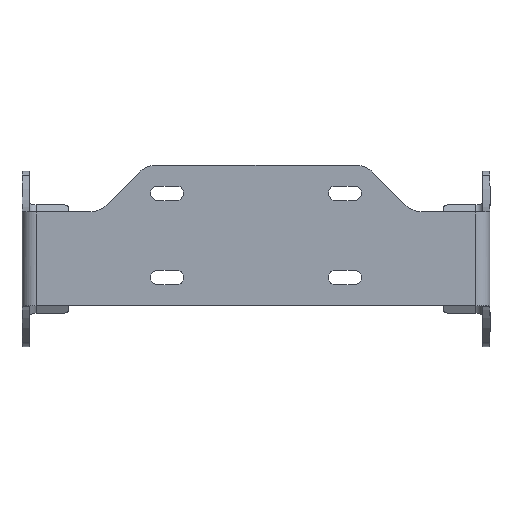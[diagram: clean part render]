
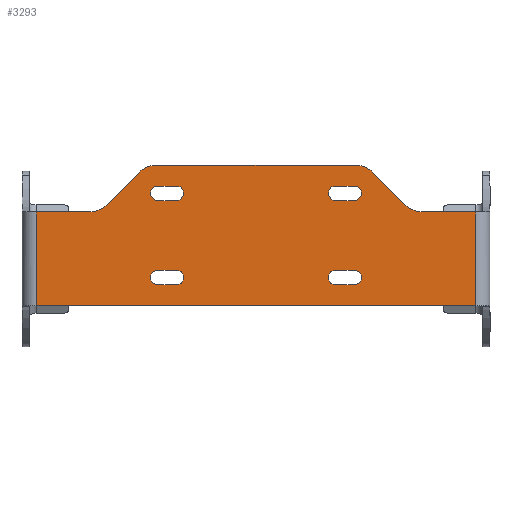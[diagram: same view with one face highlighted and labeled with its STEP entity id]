
A CAD part, top view. The second image highlights one B-rep face of the part: STEP entity #3293.
In plain terms, the highlighted planar face has unit normal (0, 0, 1).
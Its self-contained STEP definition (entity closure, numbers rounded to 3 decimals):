
#33=FACE_BOUND('',#566,.T.);
#34=FACE_BOUND('',#567,.T.);
#35=FACE_BOUND('',#568,.T.);
#36=FACE_BOUND('',#569,.T.);
#115=CIRCLE('',#3545,3.1);
#116=CIRCLE('',#3548,3.1);
#117=CIRCLE('',#3551,3.1);
#118=CIRCLE('',#3554,3.1);
#119=CIRCLE('',#3557,3.1);
#120=CIRCLE('',#3560,3.1);
#121=CIRCLE('',#3563,3.1);
#122=CIRCLE('',#3566,3.1);
#123=CIRCLE('',#3569,10.);
#124=CIRCLE('',#3572,10.);
#125=CIRCLE('',#3574,10.);
#126=CIRCLE('',#3575,10.);
#377=FACE_OUTER_BOUND('',#565,.T.);
#565=EDGE_LOOP('',(#2641,#2642,#2643,#2644,#2645,#2646,#2647,#2648,#2649,
#2650,#2651,#2652));
#566=EDGE_LOOP('',(#2653,#2654,#2655,#2656));
#567=EDGE_LOOP('',(#2657,#2658,#2659,#2660));
#568=EDGE_LOOP('',(#2661,#2662,#2663,#2664));
#569=EDGE_LOOP('',(#2665,#2666,#2667,#2668));
#717=LINE('',#4959,#1045);
#808=LINE('',#5281,#1136);
#811=LINE('',#5286,#1139);
#813=LINE('',#5291,#1141);
#818=LINE('',#5302,#1146);
#820=LINE('',#5308,#1148);
#824=LINE('',#5318,#1152);
#826=LINE('',#5324,#1154);
#830=LINE('',#5334,#1158);
#832=LINE('',#5340,#1160);
#836=LINE('',#5350,#1164);
#838=LINE('',#5356,#1166);
#841=LINE('',#5364,#1169);
#843=LINE('',#5371,#1171);
#844=LINE('',#5376,#1172);
#845=LINE('',#5377,#1173);
#1045=VECTOR('',#3895,10.);
#1136=VECTOR('',#4186,10.);
#1139=VECTOR('',#4191,10.);
#1141=VECTOR('',#4195,10.);
#1146=VECTOR('',#4206,10.);
#1148=VECTOR('',#4214,10.);
#1152=VECTOR('',#4224,10.);
#1154=VECTOR('',#4232,10.);
#1158=VECTOR('',#4242,10.);
#1160=VECTOR('',#4250,10.);
#1164=VECTOR('',#4260,10.);
#1166=VECTOR('',#4268,10.);
#1169=VECTOR('',#4277,10.);
#1171=VECTOR('',#4285,10.);
#1172=VECTOR('',#4290,10.);
#1173=VECTOR('',#4291,10.);
#1393=VERTEX_POINT('',#4947);
#1394=VERTEX_POINT('',#4958);
#1467=VERTEX_POINT('',#5280);
#1468=VERTEX_POINT('',#5284);
#1469=VERTEX_POINT('',#5288);
#1470=VERTEX_POINT('',#5290);
#1471=VERTEX_POINT('',#5294);
#1472=VERTEX_POINT('',#5296);
#1473=VERTEX_POINT('',#5300);
#1474=VERTEX_POINT('',#5304);
#1475=VERTEX_POINT('',#5310);
#1476=VERTEX_POINT('',#5312);
#1477=VERTEX_POINT('',#5316);
#1478=VERTEX_POINT('',#5320);
#1479=VERTEX_POINT('',#5326);
#1480=VERTEX_POINT('',#5328);
#1481=VERTEX_POINT('',#5332);
#1482=VERTEX_POINT('',#5336);
#1483=VERTEX_POINT('',#5342);
#1484=VERTEX_POINT('',#5344);
#1485=VERTEX_POINT('',#5348);
#1486=VERTEX_POINT('',#5352);
#1487=VERTEX_POINT('',#5358);
#1488=VERTEX_POINT('',#5362);
#1489=VERTEX_POINT('',#5366);
#1490=VERTEX_POINT('',#5370);
#1491=VERTEX_POINT('',#5373);
#1492=VERTEX_POINT('',#5375);
#1721=EDGE_CURVE('',#1394,#1393,#717,.T.);
#1856=EDGE_CURVE('',#1467,#1394,#808,.T.);
#1859=EDGE_CURVE('',#1393,#1468,#811,.T.);
#1861=EDGE_CURVE('',#1470,#1469,#813,.T.);
#1864=EDGE_CURVE('',#1472,#1471,#115,.T.);
#1867=EDGE_CURVE('',#1471,#1473,#818,.T.);
#1869=EDGE_CURVE('',#1473,#1474,#116,.T.);
#1870=EDGE_CURVE('',#1474,#1472,#820,.T.);
#1872=EDGE_CURVE('',#1476,#1475,#117,.T.);
#1875=EDGE_CURVE('',#1475,#1477,#824,.T.);
#1877=EDGE_CURVE('',#1477,#1478,#118,.T.);
#1878=EDGE_CURVE('',#1478,#1476,#826,.T.);
#1880=EDGE_CURVE('',#1480,#1479,#119,.T.);
#1883=EDGE_CURVE('',#1479,#1481,#830,.T.);
#1885=EDGE_CURVE('',#1481,#1482,#120,.T.);
#1886=EDGE_CURVE('',#1482,#1480,#832,.T.);
#1888=EDGE_CURVE('',#1484,#1483,#121,.T.);
#1891=EDGE_CURVE('',#1483,#1485,#836,.T.);
#1893=EDGE_CURVE('',#1485,#1486,#122,.T.);
#1894=EDGE_CURVE('',#1486,#1484,#838,.T.);
#1896=EDGE_CURVE('',#1487,#1468,#123,.T.);
#1898=EDGE_CURVE('',#1487,#1488,#841,.T.);
#1899=EDGE_CURVE('',#1489,#1488,#124,.T.);
#1901=EDGE_CURVE('',#1489,#1490,#843,.T.);
#1902=EDGE_CURVE('',#1470,#1490,#125,.T.);
#1903=EDGE_CURVE('',#1491,#1469,#126,.T.);
#1904=EDGE_CURVE('',#1491,#1492,#844,.T.);
#1905=EDGE_CURVE('',#1492,#1467,#845,.T.);
#2641=ORIENTED_EDGE('',*,*,#1721,.T.);
#2642=ORIENTED_EDGE('',*,*,#1859,.T.);
#2643=ORIENTED_EDGE('',*,*,#1896,.F.);
#2644=ORIENTED_EDGE('',*,*,#1898,.T.);
#2645=ORIENTED_EDGE('',*,*,#1899,.F.);
#2646=ORIENTED_EDGE('',*,*,#1901,.T.);
#2647=ORIENTED_EDGE('',*,*,#1902,.F.);
#2648=ORIENTED_EDGE('',*,*,#1861,.T.);
#2649=ORIENTED_EDGE('',*,*,#1903,.F.);
#2650=ORIENTED_EDGE('',*,*,#1904,.T.);
#2651=ORIENTED_EDGE('',*,*,#1905,.T.);
#2652=ORIENTED_EDGE('',*,*,#1856,.T.);
#2653=ORIENTED_EDGE('',*,*,#1864,.T.);
#2654=ORIENTED_EDGE('',*,*,#1867,.T.);
#2655=ORIENTED_EDGE('',*,*,#1869,.T.);
#2656=ORIENTED_EDGE('',*,*,#1870,.T.);
#2657=ORIENTED_EDGE('',*,*,#1872,.T.);
#2658=ORIENTED_EDGE('',*,*,#1875,.T.);
#2659=ORIENTED_EDGE('',*,*,#1877,.T.);
#2660=ORIENTED_EDGE('',*,*,#1878,.T.);
#2661=ORIENTED_EDGE('',*,*,#1880,.T.);
#2662=ORIENTED_EDGE('',*,*,#1883,.T.);
#2663=ORIENTED_EDGE('',*,*,#1885,.T.);
#2664=ORIENTED_EDGE('',*,*,#1886,.T.);
#2665=ORIENTED_EDGE('',*,*,#1888,.T.);
#2666=ORIENTED_EDGE('',*,*,#1891,.T.);
#2667=ORIENTED_EDGE('',*,*,#1893,.T.);
#2668=ORIENTED_EDGE('',*,*,#1894,.T.);
#3151=PLANE('',#3573);
#3293=ADVANCED_FACE('',(#377,#33,#34,#35,#36),#3151,.T.);
#3545=AXIS2_PLACEMENT_3D('',#5297,#4200,#4201);
#3548=AXIS2_PLACEMENT_3D('',#5306,#4210,#4211);
#3551=AXIS2_PLACEMENT_3D('',#5313,#4218,#4219);
#3554=AXIS2_PLACEMENT_3D('',#5322,#4228,#4229);
#3557=AXIS2_PLACEMENT_3D('',#5329,#4236,#4237);
#3560=AXIS2_PLACEMENT_3D('',#5338,#4246,#4247);
#3563=AXIS2_PLACEMENT_3D('',#5345,#4254,#4255);
#3566=AXIS2_PLACEMENT_3D('',#5354,#4264,#4265);
#3569=AXIS2_PLACEMENT_3D('',#5360,#4272,#4273);
#3572=AXIS2_PLACEMENT_3D('',#5367,#4280,#4281);
#3573=AXIS2_PLACEMENT_3D('',#5369,#4283,#4284);
#3574=AXIS2_PLACEMENT_3D('',#5372,#4286,#4287);
#3575=AXIS2_PLACEMENT_3D('',#5374,#4288,#4289);
#3895=DIRECTION('',(0.,1.,0.));
#4186=DIRECTION('',(1.,0.,0.));
#4191=DIRECTION('',(-1.,0.,0.));
#4195=DIRECTION('',(-0.707,-0.707,0.));
#4200=DIRECTION('center_axis',(0.,0.,-1.));
#4201=DIRECTION('ref_axis',(0.,1.,0.));
#4206=DIRECTION('',(1.,0.,0.));
#4210=DIRECTION('center_axis',(0.,0.,-1.));
#4211=DIRECTION('ref_axis',(0.,-1.,0.));
#4214=DIRECTION('',(-1.,0.,0.));
#4218=DIRECTION('center_axis',(0.,0.,-1.));
#4219=DIRECTION('ref_axis',(0.,1.,0.));
#4224=DIRECTION('',(1.,0.,0.));
#4228=DIRECTION('center_axis',(0.,0.,-1.));
#4229=DIRECTION('ref_axis',(0.,-1.,0.));
#4232=DIRECTION('',(-1.,0.,0.));
#4236=DIRECTION('center_axis',(0.,0.,-1.));
#4237=DIRECTION('ref_axis',(0.,1.,0.));
#4242=DIRECTION('',(1.,0.,0.));
#4246=DIRECTION('center_axis',(0.,0.,-1.));
#4247=DIRECTION('ref_axis',(0.,-1.,0.));
#4250=DIRECTION('',(-1.,0.,0.));
#4254=DIRECTION('center_axis',(0.,0.,-1.));
#4255=DIRECTION('ref_axis',(0.,1.,0.));
#4260=DIRECTION('',(1.,0.,0.));
#4264=DIRECTION('center_axis',(0.,0.,-1.));
#4265=DIRECTION('ref_axis',(0.,-1.,0.));
#4268=DIRECTION('',(-1.,0.,0.));
#4272=DIRECTION('center_axis',(0.,0.,1.));
#4273=DIRECTION('ref_axis',(-0.383,-0.924,0.));
#4277=DIRECTION('',(-0.707,0.707,0.));
#4280=DIRECTION('center_axis',(0.,0.,-1.));
#4281=DIRECTION('ref_axis',(0.383,0.924,0.));
#4283=DIRECTION('center_axis',(0.,0.,1.));
#4284=DIRECTION('ref_axis',(1.,0.,0.));
#4285=DIRECTION('',(-1.,0.,0.));
#4286=DIRECTION('center_axis',(0.,0.,-1.));
#4287=DIRECTION('ref_axis',(-0.383,0.924,0.));
#4288=DIRECTION('center_axis',(0.,0.,1.));
#4289=DIRECTION('ref_axis',(0.383,-0.924,0.));
#4290=DIRECTION('',(-1.,0.,0.));
#4291=DIRECTION('',(0.,-1.,0.));
#4947=CARTESIAN_POINT('',(94.,10.,3.));
#4958=CARTESIAN_POINT('',(94.,-30.,3.));
#4959=CARTESIAN_POINT('',(94.,-5.,3.));
#5280=CARTESIAN_POINT('',(-94.,-30.,3.));
#5281=CARTESIAN_POINT('',(-100.,-30.,3.));
#5284=CARTESIAN_POINT('',(71.113,10.,3.));
#5286=CARTESIAN_POINT('',(66.971,10.,3.));
#5288=CARTESIAN_POINT('',(-64.042,12.929,3.));
#5290=CARTESIAN_POINT('',(-49.899,27.071,3.));
#5291=CARTESIAN_POINT('',(-66.971,10.,3.));
#5294=CARTESIAN_POINT('',(-42.,21.1,3.));
#5296=CARTESIAN_POINT('',(-42.,14.9,3.));
#5297=CARTESIAN_POINT('Origin',(-42.,18.,3.));
#5300=CARTESIAN_POINT('',(-34.,21.1,3.));
#5302=CARTESIAN_POINT('',(-34.,21.1,3.));
#5304=CARTESIAN_POINT('',(-34.,14.9,3.));
#5306=CARTESIAN_POINT('Origin',(-34.,18.,3.));
#5308=CARTESIAN_POINT('',(-42.,14.9,3.));
#5310=CARTESIAN_POINT('',(34.,-14.9,3.));
#5312=CARTESIAN_POINT('',(34.,-21.1,3.));
#5313=CARTESIAN_POINT('Origin',(34.,-18.,3.));
#5316=CARTESIAN_POINT('',(42.,-14.9,3.));
#5318=CARTESIAN_POINT('',(42.,-14.9,3.));
#5320=CARTESIAN_POINT('',(42.,-21.1,3.));
#5322=CARTESIAN_POINT('Origin',(42.,-18.,3.));
#5324=CARTESIAN_POINT('',(34.,-21.1,3.));
#5326=CARTESIAN_POINT('',(-42.,-14.9,3.));
#5328=CARTESIAN_POINT('',(-42.,-21.1,3.));
#5329=CARTESIAN_POINT('Origin',(-42.,-18.,3.));
#5332=CARTESIAN_POINT('',(-34.,-14.9,3.));
#5334=CARTESIAN_POINT('',(-34.,-14.9,3.));
#5336=CARTESIAN_POINT('',(-34.,-21.1,3.));
#5338=CARTESIAN_POINT('Origin',(-34.,-18.,3.));
#5340=CARTESIAN_POINT('',(-42.,-21.1,3.));
#5342=CARTESIAN_POINT('',(34.,21.1,3.));
#5344=CARTESIAN_POINT('',(34.,14.9,3.));
#5345=CARTESIAN_POINT('Origin',(34.,18.,3.));
#5348=CARTESIAN_POINT('',(42.,21.1,3.));
#5350=CARTESIAN_POINT('',(42.,21.1,3.));
#5352=CARTESIAN_POINT('',(42.,14.9,3.));
#5354=CARTESIAN_POINT('Origin',(42.,18.,3.));
#5356=CARTESIAN_POINT('',(34.,14.9,3.));
#5358=CARTESIAN_POINT('',(64.042,12.929,3.));
#5360=CARTESIAN_POINT('Origin',(71.113,20.,3.));
#5362=CARTESIAN_POINT('',(49.899,27.071,3.));
#5364=CARTESIAN_POINT('',(46.971,30.,3.));
#5366=CARTESIAN_POINT('',(42.828,30.,3.));
#5367=CARTESIAN_POINT('Origin',(42.828,20.,3.));
#5369=CARTESIAN_POINT('Origin',(0.,0.,3.));
#5370=CARTESIAN_POINT('',(-42.828,30.,3.));
#5371=CARTESIAN_POINT('',(-46.971,30.,3.));
#5372=CARTESIAN_POINT('Origin',(-42.828,20.,3.));
#5373=CARTESIAN_POINT('',(-71.113,10.,3.));
#5374=CARTESIAN_POINT('Origin',(-71.113,20.,3.));
#5375=CARTESIAN_POINT('',(-94.,10.,3.));
#5376=CARTESIAN_POINT('',(-100.,10.,3.));
#5377=CARTESIAN_POINT('',(-94.,-15.,3.));
